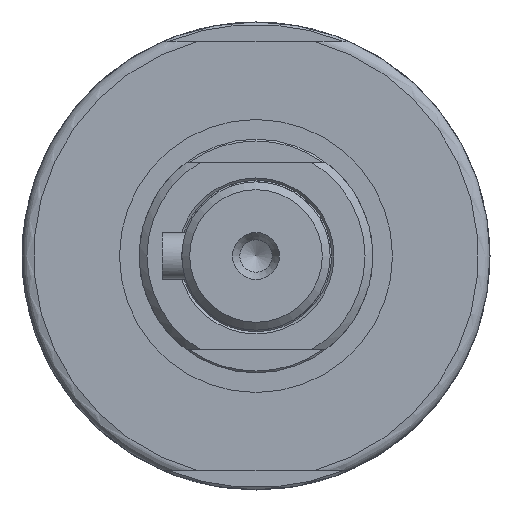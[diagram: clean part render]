
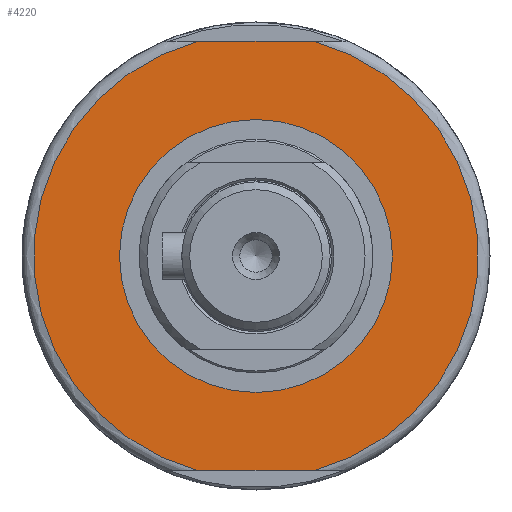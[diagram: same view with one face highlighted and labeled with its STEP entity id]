
A CAD part, left-side view. The second image highlights one B-rep face of the part: STEP entity #4220.
In plain terms, the highlighted planar face has unit normal (-1, 0, 0).
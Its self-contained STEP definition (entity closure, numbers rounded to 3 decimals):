
#150=FACE_BOUND('',#609,.T.);
#195=PLANE('',#4586);
#360=FACE_OUTER_BOUND('',#608,.T.);
#608=EDGE_LOOP('',(#2939,#2940,#2941,#2942));
#609=EDGE_LOOP('',(#2943,#2944));
#845=LINE('',#6482,#1154);
#849=LINE('',#6531,#1158);
#1154=VECTOR('',#5211,10.);
#1158=VECTOR('',#5221,10.);
#1527=CIRCLE('',#4587,28.5);
#1528=CIRCLE('',#4588,28.5);
#1529=CIRCLE('',#4589,17.5);
#1530=CIRCLE('',#4590,17.5);
#1757=VERTEX_POINT('',#6466);
#1758=VERTEX_POINT('',#6481);
#1765=VERTEX_POINT('',#6515);
#1766=VERTEX_POINT('',#6530);
#1769=VERTEX_POINT('',#6565);
#1770=VERTEX_POINT('',#6566);
#2198=EDGE_CURVE('',#1758,#1757,#845,.T.);
#2207=EDGE_CURVE('',#1766,#1765,#849,.T.);
#2218=EDGE_CURVE('',#1766,#1757,#1527,.T.);
#2219=EDGE_CURVE('',#1758,#1765,#1528,.T.);
#2220=EDGE_CURVE('',#1769,#1770,#1529,.T.);
#2221=EDGE_CURVE('',#1770,#1769,#1530,.T.);
#2939=ORIENTED_EDGE('',*,*,#2198,.T.);
#2940=ORIENTED_EDGE('',*,*,#2218,.F.);
#2941=ORIENTED_EDGE('',*,*,#2207,.T.);
#2942=ORIENTED_EDGE('',*,*,#2219,.F.);
#2943=ORIENTED_EDGE('',*,*,#2220,.T.);
#2944=ORIENTED_EDGE('',*,*,#2221,.T.);
#4220=ADVANCED_FACE('',(#360,#150),#195,.T.);
#4586=AXIS2_PLACEMENT_3D('',#6562,#5249,#5250);
#4587=AXIS2_PLACEMENT_3D('',#6563,#5251,#5252);
#4588=AXIS2_PLACEMENT_3D('',#6564,#5253,#5254);
#4589=AXIS2_PLACEMENT_3D('',#6567,#5255,#5256);
#4590=AXIS2_PLACEMENT_3D('',#6568,#5257,#5258);
#5211=DIRECTION('',(0.,1.,0.));
#5221=DIRECTION('',(0.,-1.,0.));
#5249=DIRECTION('center_axis',(-1.,0.,0.));
#5250=DIRECTION('ref_axis',(0.,0.,1.));
#5251=DIRECTION('center_axis',(1.,0.,0.));
#5252=DIRECTION('ref_axis',(0.,1.,0.));
#5253=DIRECTION('center_axis',(1.,0.,0.));
#5254=DIRECTION('ref_axis',(0.,1.,0.));
#5255=DIRECTION('center_axis',(1.,0.,0.));
#5256=DIRECTION('ref_axis',(0.,1.,0.));
#5257=DIRECTION('center_axis',(1.,0.,0.));
#5258=DIRECTION('ref_axis',(0.,1.,0.));
#6466=CARTESIAN_POINT('',(-189.,7.483,27.5));
#6481=CARTESIAN_POINT('',(-189.,-7.483,27.5));
#6482=CARTESIAN_POINT('',(-189.,24.063,27.5));
#6515=CARTESIAN_POINT('',(-189.,-7.483,-27.5));
#6530=CARTESIAN_POINT('',(-189.,7.483,-27.5));
#6531=CARTESIAN_POINT('',(-189.,-1.553,-27.5));
#6562=CARTESIAN_POINT('Origin',(-189.,23.,0.));
#6563=CARTESIAN_POINT('Origin',(-189.,0.,0.));
#6564=CARTESIAN_POINT('Origin',(-189.,0.,0.));
#6565=CARTESIAN_POINT('',(-189.,17.5,0.));
#6566=CARTESIAN_POINT('',(-189.,-17.5,0.));
#6567=CARTESIAN_POINT('Origin',(-189.,0.,0.));
#6568=CARTESIAN_POINT('Origin',(-189.,0.,0.));
